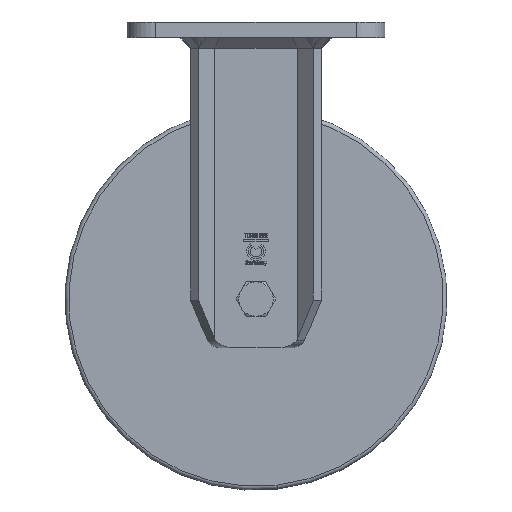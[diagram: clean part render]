
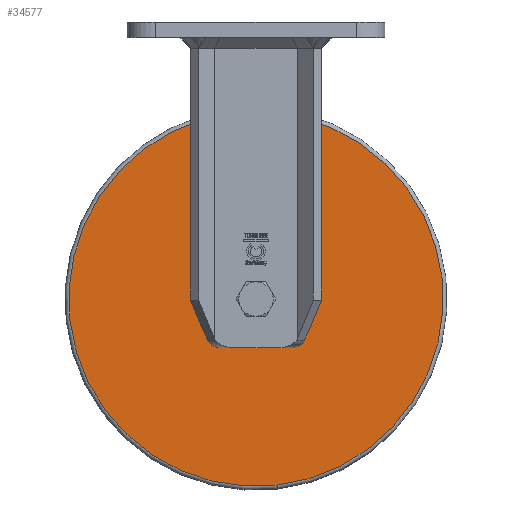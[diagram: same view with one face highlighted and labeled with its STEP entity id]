
A CAD part, top view. The second image highlights one B-rep face of the part: STEP entity #34577.
In plain terms, the highlighted planar face has unit normal (0, 0, 1).
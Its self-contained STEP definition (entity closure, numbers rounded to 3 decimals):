
#877 = AXIS2_PLACEMENT_3D ( 'NONE', #35440, #16494, #38605 ) ;
#1304 = DIRECTION ( 'NONE',  ( 0., 0., -1. ) ) ;
#3439 = EDGE_CURVE ( 'NONE', #38421, #20933, #23712, .T. ) ;
#3570 = FACE_OUTER_BOUND ( 'NONE', #19539, .T. ) ;
#6151 = EDGE_LOOP ( 'NONE', ( #20901, #14079 ) ) ;
#7047 = DIRECTION ( 'NONE',  ( 0., 0., 1. ) ) ;
#8443 = DIRECTION ( 'NONE',  ( 0., 0., -1. ) ) ;
#8793 = VERTEX_POINT ( 'NONE', #25688 ) ;
#8915 = CIRCLE ( 'NONE', #30307, 23.5 ) ;
#10393 = CARTESIAN_POINT ( 'NONE',  ( 11.005, -242.38, 30. ) ) ;
#10940 = DIRECTION ( 'NONE',  ( 0., 0., -1. ) ) ;
#10989 = FACE_BOUND ( 'NONE', #6151, .T. ) ;
#11700 = CARTESIAN_POINT ( 'NONE',  ( -11.005, -47.62, 30. ) ) ;
#14079 = ORIENTED_EDGE ( 'NONE', *, *, #33081, .T. ) ;
#14880 = CIRCLE ( 'NONE', #877, 98. ) ;
#15643 = ORIENTED_EDGE ( 'NONE', *, *, #32684, .T. ) ;
#16494 = DIRECTION ( 'NONE',  ( 0., 0., 1. ) ) ;
#17468 = AXIS2_PLACEMENT_3D ( 'NONE', #25987, #7047, #29147 ) ;
#17832 = CARTESIAN_POINT ( 'NONE',  ( 2.639, -168.351, 30. ) ) ;
#17863 = VERTEX_POINT ( 'NONE', #17832 ) ;
#19539 = EDGE_LOOP ( 'NONE', ( #29262, #15643 ) ) ;
#20254 = CARTESIAN_POINT ( 'NONE',  ( 0., -145., 30. ) ) ;
#20901 = ORIENTED_EDGE ( 'NONE', *, *, #25123, .T. ) ;
#20933 = VERTEX_POINT ( 'NONE', #10393 ) ;
#21865 = AXIS2_PLACEMENT_3D ( 'NONE', #27377, #8443, #30564 ) ;
#23412 = DIRECTION ( 'NONE',  ( -0.112, 0.994, 0. ) ) ;
#23712 = CIRCLE ( 'NONE', #17468, 98. ) ;
#25123 = EDGE_CURVE ( 'NONE', #8793, #17863, #35982, .T. ) ;
#25688 = CARTESIAN_POINT ( 'NONE',  ( -2.639, -121.649, 30. ) ) ;
#25987 = CARTESIAN_POINT ( 'NONE',  ( 0., -145., 30. ) ) ;
#27286 = AXIS2_PLACEMENT_3D ( 'NONE', #20254, #1304, #23412 ) ;
#27377 = CARTESIAN_POINT ( 'NONE',  ( 0., -145., 30. ) ) ;
#29147 = DIRECTION ( 'NONE',  ( -0.112, 0.994, 0. ) ) ;
#29262 = ORIENTED_EDGE ( 'NONE', *, *, #3439, .T. ) ;
#29862 = CARTESIAN_POINT ( 'NONE',  ( 0., -145., 30. ) ) ;
#30307 = AXIS2_PLACEMENT_3D ( 'NONE', #29862, #10940, #33041 ) ;
#30564 = DIRECTION ( 'NONE',  ( -0.112, 0.994, 0. ) ) ;
#32684 = EDGE_CURVE ( 'NONE', #20933, #38421, #14880, .T. ) ;
#33041 = DIRECTION ( 'NONE',  ( -0.112, 0.994, 0. ) ) ;
#33081 = EDGE_CURVE ( 'NONE', #17863, #8793, #8915, .T. ) ;
#34577 = ADVANCED_FACE ( 'NONE', ( #10989, #3570 ), #36529, .F. ) ;
#35440 = CARTESIAN_POINT ( 'NONE',  ( 0., -145., 30. ) ) ;
#35982 = CIRCLE ( 'NONE', #27286, 23.5 ) ;
#36529 = PLANE ( 'NONE',  #21865 ) ;
#38421 = VERTEX_POINT ( 'NONE', #11700 ) ;
#38605 = DIRECTION ( 'NONE',  ( -0.112, 0.994, 0. ) ) ;
